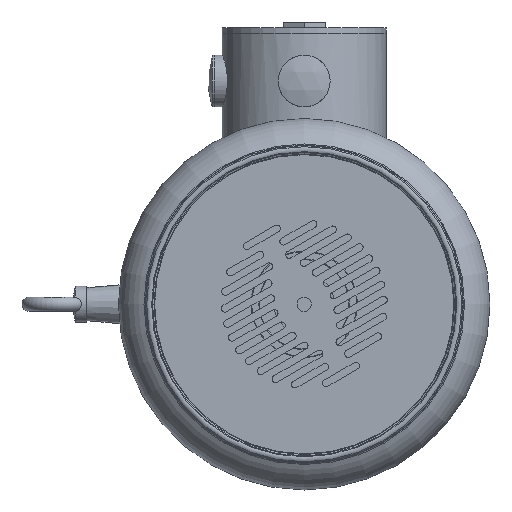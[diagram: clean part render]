
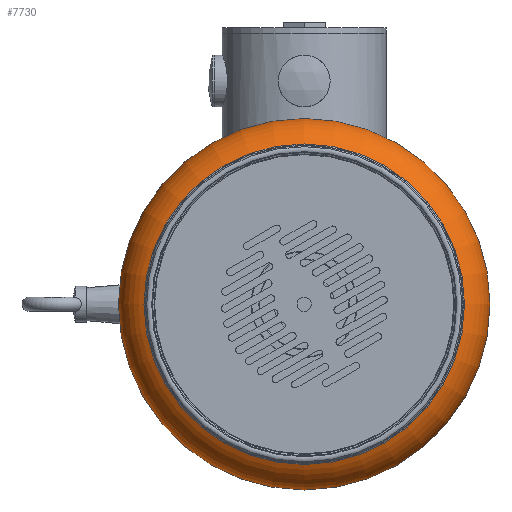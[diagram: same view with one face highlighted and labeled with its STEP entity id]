
A CAD part, left-side view. The second image highlights one B-rep face of the part: STEP entity #7730.
In plain terms, the highlighted toroidal (fillet/blend) face has major radius 98 mm and minor radius 31 mm.
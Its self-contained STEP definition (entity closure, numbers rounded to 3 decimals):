
#7730=ADVANCED_FACE('', (#7740,#7750), #7760, .T.);
#26090=AXIS2_PLACEMENT_3D('Ax2Pl3d', #26100, #26110, #26120);
#26130=AXIS2_PLACEMENT_3D('Ax2Pl3d', #26140, #26150, #26160);
#26170=AXIS2_PLACEMENT_3D('Ax2Pl3d', #26180, #26190, #26200);
#26100=CARTESIAN_POINT('HicPkt', (-17.369,237.774,
0.));
#87410=CARTESIAN_POINT('', (-17.369,293.426,96.392))
;
#26140=CARTESIAN_POINT('HicPkt', (10.631,237.774,
0.));
#26180=CARTESIAN_POINT('HicPkt', (10.631,237.774,
0.));
#87420=CARTESIAN_POINT('', (10.631,302.274,111.717));
#90250=CIRCLE('Circle', #26090, 111.304);
#90260=CIRCLE('Circle', #26170, 129.);
#26110=DIRECTION('Axis', (-1.,0.,0.)
);
#26120=DIRECTION('RefDirection', (0.,
0.,-1.));
#26150=DIRECTION('Axis', (-1.,0.,0.)
);
#26160=DIRECTION('RefDirection', (0.,
0.,-1.));
#26190=DIRECTION('Axis', (-1.,0.,0.)
);
#26200=DIRECTION('RefDirection', (0.,
0.,-1.));
#117110=EDGE_CURVE('', #117120, #117120, #90250, .T.);
#117130=EDGE_CURVE('', #117140, #117140, #90260, .T.);
#130340=EDGE_LOOP('Edge_loop', (#130350));
#130360=EDGE_LOOP('Edge_loop', (#130370));
#7750=FACE_BOUND('', #130360, .T.);
#7740=FACE_OUTER_BOUND('Face_outer_bound', #130340, .T.);
#130350=ORIENTED_EDGE('', *, *, #117110, .F.);
#130370=ORIENTED_EDGE('', *, *, #117130, .T.);
#7760=TOROIDAL_SURFACE('Torus', #26130, 98., 31.);
#117120=VERTEX_POINT('', #87410);
#117140=VERTEX_POINT('', #87420);
